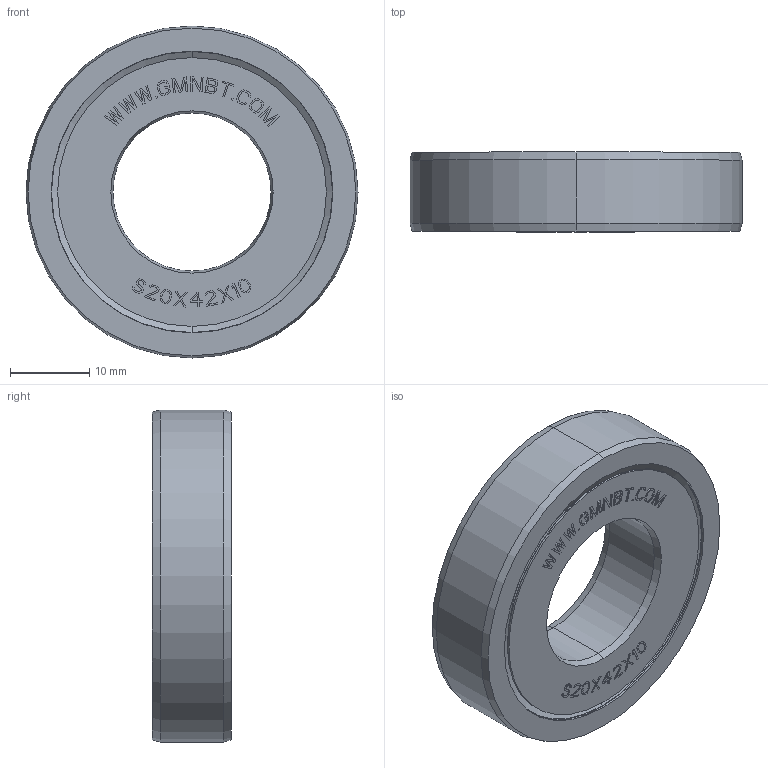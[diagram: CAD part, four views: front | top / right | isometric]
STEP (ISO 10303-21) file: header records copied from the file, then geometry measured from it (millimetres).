
FILE_DESCRIPTION((''),'2;1');
FILE_NAME('S20X42X10_PRT','2014-11-17T',('sales 4'),(''),'PRO/ENGINEER BY PARAMETRIC TECHNOLOGY CORPORATION, 2013150','PRO/ENGINEER BY PARAMETRIC TECHNOLOGY CORPORATION, 2013150','');
FILE_SCHEMA(('AUTOMOTIVE_DESIGN { 1 0 10303 214 1 1 1 1 }'));
Length unit declared in the file: millimetre
Products named in the file (1): S20X42X10_PRT
Bounding box: 42 x 10.07 x 42 mm (x, y, z)
Volume: 9897.9 mm3; surface area: 7723.7 mm2
Topology: 2 solids, 2 shells, 613 faces, 1671 edges, 1090 vertices
Faces by surface type: plane 533, cone 36, torus 32, cylinder 12
Entity records: 24547 total; most frequent: CARTESIAN_POINT 3376, ORIENTED_EDGE 3342, DIRECTION 3017, PRESENTATION_STYLE_ASSIGNMENT 1725, STYLED_ITEM 1703, CURVE_STYLE 1671, EDGE_CURVE 1671, VECTOR 1551
